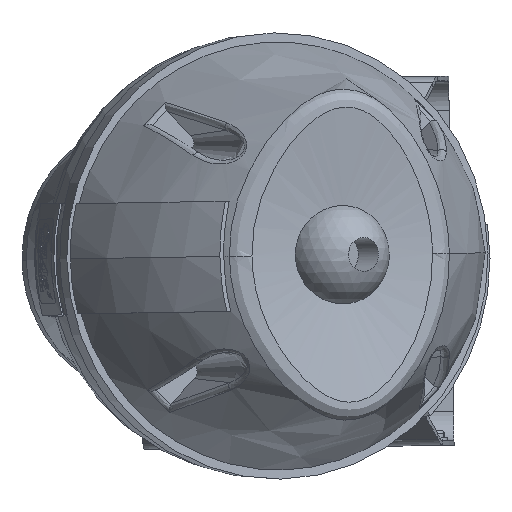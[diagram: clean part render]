
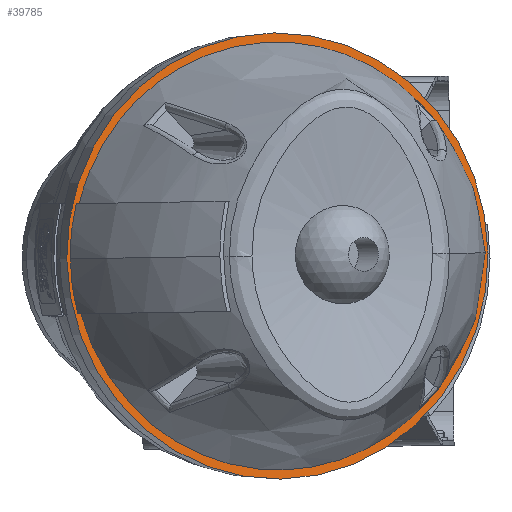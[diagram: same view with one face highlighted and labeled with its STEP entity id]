
A CAD part, top view. The second image highlights one B-rep face of the part: STEP entity #39785.
In plain terms, the highlighted face is planar.
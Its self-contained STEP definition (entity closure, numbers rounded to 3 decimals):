
#624=B_SPLINE_CURVE_WITH_KNOTS('',3,(#60853,#60854,#60855,#60856,#60857,
#60858,#60859,#60860,#60861,#60862,#60863,#60864,#60865,#60866,#60867,#60868,
#60869,#60870,#60871,#60872),.UNSPECIFIED.,.F.,.F.,(4,2,2,2,2,2,2,2,2,4),
(-66.711,-59.775,-52.799,-41.613,
-32.139,-24.068,-17.152,-11.141,
-5.543,-3.816),.UNSPECIFIED.);
#625=B_SPLINE_CURVE_WITH_KNOTS('',3,(#60874,#60875,#60876,#60877,#60878,
#60879,#60880,#60881,#60882,#60883,#60884,#60885,#60886,#60887,#60888,#60889,
#60890,#60891),.UNSPECIFIED.,.F.,.F.,(4,2,2,2,2,2,2,2,4),(-58.407,
-52.799,-41.613,-32.139,-24.068,
-17.152,-11.141,-5.543,-0.021),
 .UNSPECIFIED.);
#626=B_SPLINE_CURVE_WITH_KNOTS('',3,(#60895,#60896,#60897,#60898,#60899,
#60900),.UNSPECIFIED.,.F.,.F.,(4,2,4),(-4.812,-2.407,
-1.019),.UNSPECIFIED.);
#627=B_SPLINE_CURVE_WITH_KNOTS('',3,(#60901,#60902,#60903,#60904,#60905,
#60906),.UNSPECIFIED.,.F.,.F.,(4,2,4),(-3.793,-2.405,
0.),.UNSPECIFIED.);
#1714=LINE('',#60851,#6501);
#1715=LINE('',#60893,#6502);
#6501=VECTOR('',#47199,2.112);
#6502=VECTOR('',#47200,2.112);
#10694=PLANE('',#42401);
#12379=FACE_BOUND('',#15420,.T.);
#13175=FACE_OUTER_BOUND('',#15419,.T.);
#15419=EDGE_LOOP('',(#30521));
#15420=EDGE_LOOP('',(#30522,#30523,#30524,#30525,#30526,#30527));
#17327=CIRCLE('',#42402,151.844);
#18578=VERTEX_POINT('',#60847);
#18579=VERTEX_POINT('',#60849);
#18580=VERTEX_POINT('',#60850);
#18581=VERTEX_POINT('',#60852);
#18582=VERTEX_POINT('',#60873);
#18583=VERTEX_POINT('',#60892);
#18584=VERTEX_POINT('',#60894);
#23015=EDGE_CURVE('',#18578,#18578,#17327,.T.);
#23016=EDGE_CURVE('',#18579,#18580,#1714,.T.);
#23017=EDGE_CURVE('',#18581,#18579,#624,.T.);
#23018=EDGE_CURVE('',#18582,#18581,#625,.T.);
#23019=EDGE_CURVE('',#18583,#18582,#1715,.T.);
#23020=EDGE_CURVE('',#18584,#18583,#626,.T.);
#23021=EDGE_CURVE('',#18580,#18584,#627,.T.);
#30521=ORIENTED_EDGE('',*,*,#23015,.F.);
#30522=ORIENTED_EDGE('',*,*,#23016,.F.);
#30523=ORIENTED_EDGE('',*,*,#23017,.F.);
#30524=ORIENTED_EDGE('',*,*,#23018,.F.);
#30525=ORIENTED_EDGE('',*,*,#23019,.F.);
#30526=ORIENTED_EDGE('',*,*,#23020,.F.);
#30527=ORIENTED_EDGE('',*,*,#23021,.F.);
#39785=ADVANCED_FACE('',(#13175,#12379),#10694,.T.);
#42401=AXIS2_PLACEMENT_3D('',#60846,#47195,#47196);
#42402=AXIS2_PLACEMENT_3D('',#60848,#47197,#47198);
#47195=DIRECTION('center_axis',(1.,0.,0.));
#47196=DIRECTION('ref_axis',(0.,0.,-1.));
#47197=DIRECTION('center_axis',(-1.,0.,0.));
#47198=DIRECTION('ref_axis',(0.,0.,1.));
#47199=DIRECTION('',(0.,-1.,0.));
#47200=DIRECTION('',(0.,1.,0.));
#60846=CARTESIAN_POINT('Origin',(20.067,0.,151.844));
#60847=CARTESIAN_POINT('',(20.067,0.,151.844));
#60848=CARTESIAN_POINT('Origin',(20.067,0.,0.));
#60849=CARTESIAN_POINT('',(20.067,-142.264,37.5));
#60850=CARTESIAN_POINT('',(20.067,-144.375,37.5));
#60851=CARTESIAN_POINT('',(20.067,-90.634,37.5));
#60852=CARTESIAN_POINT('',(20.067,147.237,0.));
#60853=CARTESIAN_POINT('Ctrl Pts',(20.067,147.237,0.));
#60854=CARTESIAN_POINT('Ctrl Pts',(20.067,147.237,10.565));
#60855=CARTESIAN_POINT('Ctrl Pts',(20.067,146.059,21.125));
#60856=CARTESIAN_POINT('Ctrl Pts',(20.067,141.442,41.796));
#60857=CARTESIAN_POINT('Ctrl Pts',(20.067,137.988,51.916));
#60858=CARTESIAN_POINT('Ctrl Pts',(20.067,126.108,77.072));
#60859=CARTESIAN_POINT('Ctrl Pts',(20.067,115.228,92.954));
#60860=CARTESIAN_POINT('Ctrl Pts',(20.067,87.139,118.653));
#60861=CARTESIAN_POINT('Ctrl Pts',(20.067,70.849,129.305));
#60862=CARTESIAN_POINT('Ctrl Pts',(20.067,34.861,142.556));
#60863=CARTESIAN_POINT('Ctrl Pts',(20.067,15.65,146.252));
#60864=CARTESIAN_POINT('Ctrl Pts',(20.067,-22.783,144.935));
#60865=CARTESIAN_POINT('Ctrl Pts',(20.067,-41.829,141.102));
#60866=CARTESIAN_POINT('Ctrl Pts',(20.067,-76.787,125.495));
#60867=CARTESIAN_POINT('Ctrl Pts',(20.067,-92.755,114.835));
#60868=CARTESIAN_POINT('Ctrl Pts',(20.067,-119.495,87.06));
#60869=CARTESIAN_POINT('Ctrl Pts',(20.067,-129.834,71.167));
#60870=CARTESIAN_POINT('Ctrl Pts',(20.067,-138.944,48.523));
#60871=CARTESIAN_POINT('Ctrl Pts',(20.067,-140.769,43.056));
#60872=CARTESIAN_POINT('Ctrl Pts',(20.067,-142.264,37.5));
#60873=CARTESIAN_POINT('',(20.067,-142.264,-37.5));
#60874=CARTESIAN_POINT('Ctrl Pts',(20.067,-142.264,-37.5));
#60875=CARTESIAN_POINT('Ctrl Pts',(20.067,-140.045,-45.748));
#60876=CARTESIAN_POINT('Ctrl Pts',(20.067,-137.093,-53.811));
#60877=CARTESIAN_POINT('Ctrl Pts',(20.067,-126.108,-77.072));
#60878=CARTESIAN_POINT('Ctrl Pts',(20.067,-115.228,-92.954));
#60879=CARTESIAN_POINT('Ctrl Pts',(20.067,-87.139,-118.653));
#60880=CARTESIAN_POINT('Ctrl Pts',(20.067,-70.849,-129.305));
#60881=CARTESIAN_POINT('Ctrl Pts',(20.067,-34.861,-142.556));
#60882=CARTESIAN_POINT('Ctrl Pts',(20.067,-15.65,-146.252));
#60883=CARTESIAN_POINT('Ctrl Pts',(20.067,22.783,-144.935));
#60884=CARTESIAN_POINT('Ctrl Pts',(20.067,41.829,-141.102));
#60885=CARTESIAN_POINT('Ctrl Pts',(20.067,76.787,-125.495));
#60886=CARTESIAN_POINT('Ctrl Pts',(20.067,92.755,-114.835));
#60887=CARTESIAN_POINT('Ctrl Pts',(20.067,119.495,-87.06));
#60888=CARTESIAN_POINT('Ctrl Pts',(20.067,129.834,-71.167));
#60889=CARTESIAN_POINT('Ctrl Pts',(20.067,143.663,-36.791));
#60890=CARTESIAN_POINT('Ctrl Pts',(20.067,147.237,-18.405));
#60891=CARTESIAN_POINT('Ctrl Pts',(20.067,147.237,0.));
#60892=CARTESIAN_POINT('',(20.067,-144.375,-37.5));
#60893=CARTESIAN_POINT('',(20.067,-90.634,-37.5));
#60894=CARTESIAN_POINT('',(20.067,-149.276,0.));
#60895=CARTESIAN_POINT('Ctrl Pts',(20.067,-149.276,0.));
#60896=CARTESIAN_POINT('Ctrl Pts',(20.067,-149.276,-8.017));
#60897=CARTESIAN_POINT('Ctrl Pts',(20.067,-148.607,-16.032));
#60898=CARTESIAN_POINT('Ctrl Pts',(20.067,-146.533,-28.503));
#60899=CARTESIAN_POINT('Ctrl Pts',(20.067,-145.56,-33.029));
#60900=CARTESIAN_POINT('Ctrl Pts',(20.067,-144.375,-37.5));
#60901=CARTESIAN_POINT('Ctrl Pts',(20.067,-144.375,37.5));
#60902=CARTESIAN_POINT('Ctrl Pts',(20.067,-145.56,33.029));
#60903=CARTESIAN_POINT('Ctrl Pts',(20.067,-146.533,28.503));
#60904=CARTESIAN_POINT('Ctrl Pts',(20.067,-148.607,16.032));
#60905=CARTESIAN_POINT('Ctrl Pts',(20.067,-149.276,8.017));
#60906=CARTESIAN_POINT('Ctrl Pts',(20.067,-149.276,0.));
